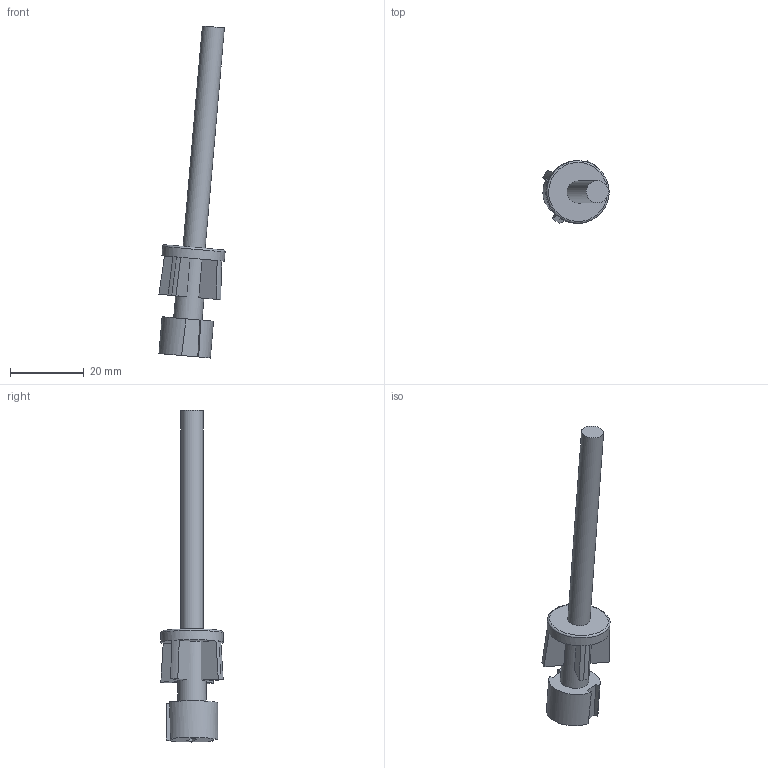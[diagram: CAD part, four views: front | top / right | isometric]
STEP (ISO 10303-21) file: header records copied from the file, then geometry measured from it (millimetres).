
FILE_DESCRIPTION(/* description */ ('Alibre Inc.'),/* implementation_level */ '2;1');
FILE_NAME(/* name */ 'export-85BF4CDD-ED24-417E-9E1B-F2E534F5D912',/* time_stamp */ '2021-11-06T11:24:23+01:00',/* author */ (''),/* organization */ (''),/* preprocessor_version */ 'ST-DEVELOPER v17',/* originating_system */ 'Alibre',/* authorisation */ '');
FILE_SCHEMA (('AUTOMOTIVE_DESIGN'));
Length unit declared in the file: millimetre
Bounding box: 17.97 x 16.99 x 90.03 mm (x, y, z)
Volume: 4976.2 mm3; surface area: 3384.1 mm2
Topology: 1 solids, 1 shells, 43 faces, 109 edges, 71 vertices
Faces by surface type: plane 31, cylinder 6, cone 5, torus 1
Full cylindrical faces by diameter (mm): 6 x1, 7.7 x1, 17 x1
Entity records: 1372 total; most frequent: CARTESIAN_POINT 325, ORIENTED_EDGE 218, DIRECTION 169, EDGE_CURVE 109, AXIS2_PLACEMENT_3D 72, VERTEX_POINT 71, VECTOR 57, LINE 57
